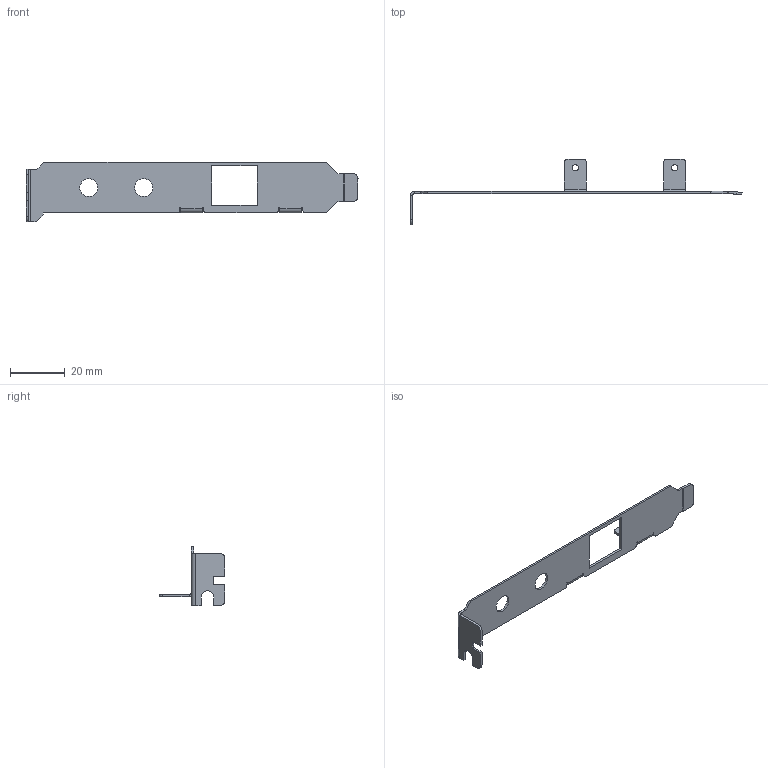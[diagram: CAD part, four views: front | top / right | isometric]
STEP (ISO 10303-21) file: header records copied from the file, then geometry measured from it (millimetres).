
FILE_DESCRIPTION(/* description */ (''),/* implementation_level */ '2;1');
FILE_NAME(/* name */ 'PCIexpress_bracket_full v2.step',/* time_stamp */ '2023-02-18T16:54:18+01:00',/* author */ (''),/* organization */ (''),/* preprocessor_version */ 'ST-DEVELOPER v19.2',/* originating_system */ 'Autodesk Translation Framework v11.17.0.187',/* authorisation */ '');
FILE_SCHEMA (('AUTOMOTIVE_DESIGN { 1 0 10303 214 3 1 1 }'));
Length unit declared in the file: millimetre
Products named in the file (2): PCIexpress_bracket_full; Default
Assembly tree (1 placements, depth 2):
  PCIexpress_bracket_full
    Default
Bounding box: 120.9 x 24 x 21.59 mm (x, y, z)
Volume: 1877.4 mm3; surface area: 4785 mm2
Topology: 1 solids, 1 shells, 90 faces, 232 edges, 144 vertices
Faces by surface type: plane 66, cylinder 24
Full cylindrical faces by diameter (mm): 2.261 x2, 6.5 x2
Entity records: 2777 total; most frequent: CARTESIAN_POINT 469, DIRECTION 466, ORIENTED_EDGE 464, EDGE_CURVE 232, LINE 184, VECTOR 184, VERTEX_POINT 144, AXIS2_PLACEMENT_3D 141
